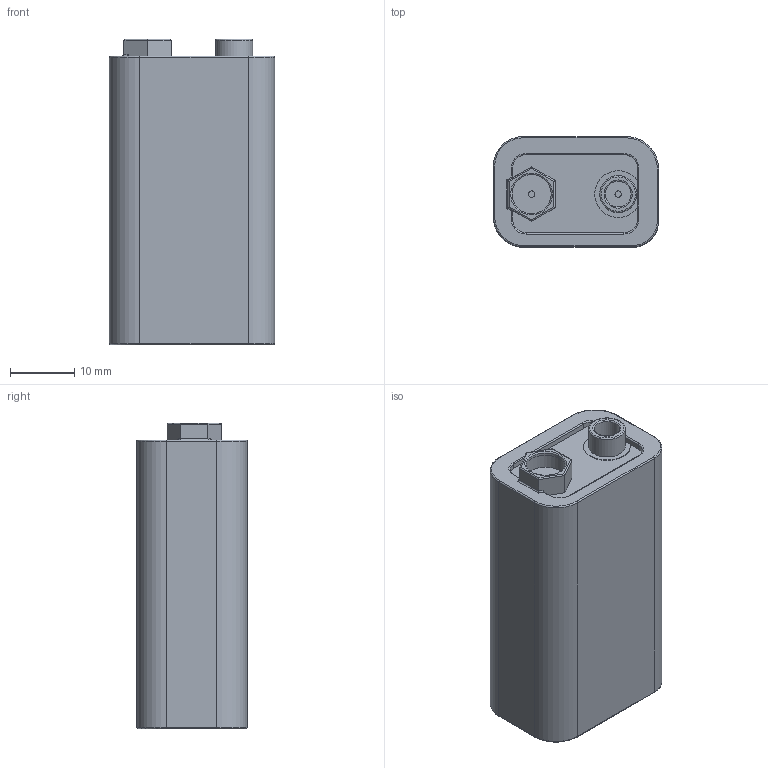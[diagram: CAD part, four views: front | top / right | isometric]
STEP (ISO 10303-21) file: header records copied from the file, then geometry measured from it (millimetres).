
FILE_DESCRIPTION(('FreeCAD Model'),'2;1');
FILE_NAME('batery-9v.step', '2018-05-27T22:44:15',('Author'),(''), 'Open CASCADE STEP processor 7.2','FreeCAD','Unknown');
FILE_SCHEMA(('AUTOMOTIVE_DESIGN { 1 0 10303 214 1 1 1 1 }'));
Length unit declared in the file: millimetre
Products named in the file (1): Bateria-9v
Bounding box: 25.75 x 17.2 x 47.6 mm (x, y, z)
Volume: 18731.6 mm3; surface area: 4731.4 mm2
Topology: 1 solids, 1 shells, 99 faces, 224 edges, 133 vertices
Faces by surface type: cylinder 46, plane 32, torus 19, bspline 2
Full cylindrical faces by diameter (mm): 1 x2, 4 x1, 5.75 x1, 6.1 x1, 6.678 x1
Entity records: 6012 total; most frequent: CARTESIAN_POINT 1543, DIRECTION 835, ORIENTED_EDGE 444, PCURVE 444, DEFINITIONAL_REPRESENTATION 444, LINE 400, VECTOR 400, EDGE_CURVE 222
